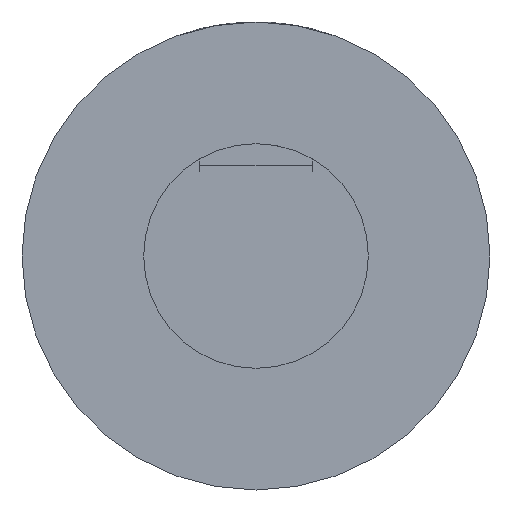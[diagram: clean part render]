
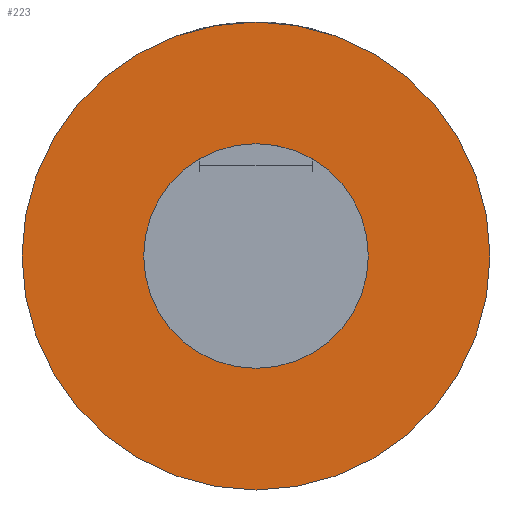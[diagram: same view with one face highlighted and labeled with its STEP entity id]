
A CAD part, front view. The second image highlights one B-rep face of the part: STEP entity #223.
In plain terms, the highlighted planar face has unit normal (0, -1, 0).
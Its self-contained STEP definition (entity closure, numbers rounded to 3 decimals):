
#21 = VERTEX_POINT ( 'NONE', #698 ) ;
#29 = VERTEX_POINT ( 'NONE', #639 ) ;
#77 = DIRECTION ( 'NONE',  ( 0., 1., 0. ) ) ;
#122 = ORIENTED_EDGE ( 'NONE', *, *, #198, .F. ) ;
#133 = DIRECTION ( 'NONE',  ( 0., 1., 0. ) ) ;
#162 = EDGE_CURVE ( 'NONE', #357, #547, #757, .T. ) ;
#171 = ORIENTED_EDGE ( 'NONE', *, *, #369, .F. ) ;
#198 = EDGE_CURVE ( 'NONE', #21, #29, #592, .T. ) ;
#203 = AXIS2_PLACEMENT_3D ( 'NONE', #519, #77, #755 ) ;
#223 = ADVANCED_FACE ( 'NONE', ( #827, #293 ), #824, .F. ) ;
#225 = AXIS2_PLACEMENT_3D ( 'NONE', #362, #745, #573 ) ;
#273 = AXIS2_PLACEMENT_3D ( 'NONE', #772, #915, #912 ) ;
#293 = FACE_OUTER_BOUND ( 'NONE', #450, .T. ) ;
#322 = CIRCLE ( 'NONE', #273, 12.5 ) ;
#357 = VERTEX_POINT ( 'NONE', #391 ) ;
#362 = CARTESIAN_POINT ( 'NONE',  ( 0., 0., 0. ) ) ;
#369 = EDGE_CURVE ( 'NONE', #29, #21, #934, .T. ) ;
#381 = EDGE_CURVE ( 'NONE', #547, #357, #322, .T. ) ;
#391 = CARTESIAN_POINT ( 'NONE',  ( 0., 0., -12.5 ) ) ;
#450 = EDGE_LOOP ( 'NONE', ( #647, #719 ) ) ;
#478 = AXIS2_PLACEMENT_3D ( 'NONE', #587, #133, #808 ) ;
#519 = CARTESIAN_POINT ( 'NONE',  ( 0., 0., 0. ) ) ;
#538 = DIRECTION ( 'NONE',  ( 0., -1., 0. ) ) ;
#547 = VERTEX_POINT ( 'NONE', #930 ) ;
#573 = DIRECTION ( 'NONE',  ( 0., 0., -1. ) ) ;
#587 = CARTESIAN_POINT ( 'NONE',  ( 0., 0., 0. ) ) ;
#592 = CIRCLE ( 'NONE', #225, 6. ) ;
#639 = CARTESIAN_POINT ( 'NONE',  ( 0., 0., -6. ) ) ;
#647 = ORIENTED_EDGE ( 'NONE', *, *, #162, .F. ) ;
#688 = CARTESIAN_POINT ( 'NONE',  ( 0., 0., 0. ) ) ;
#698 = CARTESIAN_POINT ( 'NONE',  ( 0., 0., 6. ) ) ;
#719 = ORIENTED_EDGE ( 'NONE', *, *, #381, .F. ) ;
#745 = DIRECTION ( 'NONE',  ( 0., -1., 0. ) ) ;
#755 = DIRECTION ( 'NONE',  ( 0., 0., 1. ) ) ;
#757 = CIRCLE ( 'NONE', #478, 12.5 ) ;
#772 = CARTESIAN_POINT ( 'NONE',  ( 0., 0., 0. ) ) ;
#808 = DIRECTION ( 'NONE',  ( 0., 0., 1. ) ) ;
#824 = PLANE ( 'NONE',  #203 ) ;
#827 = FACE_BOUND ( 'NONE', #876, .T. ) ;
#835 = AXIS2_PLACEMENT_3D ( 'NONE', #688, #538, #847 ) ;
#847 = DIRECTION ( 'NONE',  ( 0., 0., -1. ) ) ;
#876 = EDGE_LOOP ( 'NONE', ( #171, #122 ) ) ;
#912 = DIRECTION ( 'NONE',  ( 0., 0., 1. ) ) ;
#915 = DIRECTION ( 'NONE',  ( 0., 1., 0. ) ) ;
#930 = CARTESIAN_POINT ( 'NONE',  ( 0., 0., 12.5 ) ) ;
#934 = CIRCLE ( 'NONE', #835, 6. ) ;
